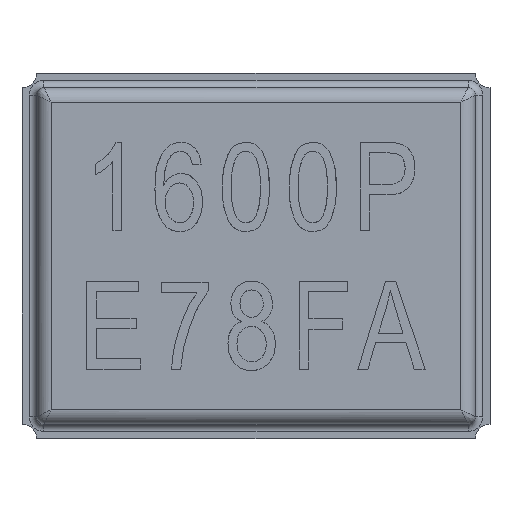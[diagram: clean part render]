
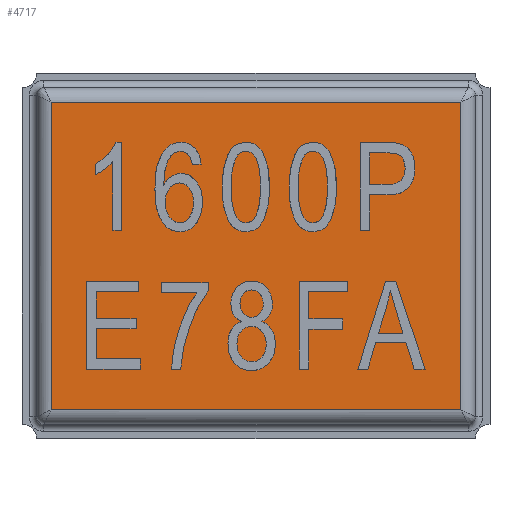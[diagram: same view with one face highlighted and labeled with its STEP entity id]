
A CAD part, top view. The second image highlights one B-rep face of the part: STEP entity #4717.
In plain terms, the highlighted planar face has unit normal (0, 0, 1).
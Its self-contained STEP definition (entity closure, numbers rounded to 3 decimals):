
#747=FACE_OUTER_BOUND('',#1025,.T.);
#1025=EDGE_LOOP('',(#4259,#4260,#4261,#4262));
#1431=LINE('',#9026,#1841);
#1432=LINE('',#9028,#1842);
#1433=LINE('',#9030,#1843);
#1434=LINE('',#9031,#1844);
#1841=VECTOR('',#5742,10.);
#1842=VECTOR('',#5743,10.);
#1843=VECTOR('',#5744,10.);
#1844=VECTOR('',#5745,10.);
#2285=VERTEX_POINT('',#9024);
#2286=VERTEX_POINT('',#9025);
#2287=VERTEX_POINT('',#9027);
#2288=VERTEX_POINT('',#9029);
#2947=EDGE_CURVE('',#2285,#2286,#1431,.T.);
#2948=EDGE_CURVE('',#2287,#2285,#1432,.T.);
#2949=EDGE_CURVE('',#2288,#2287,#1433,.T.);
#2950=EDGE_CURVE('',#2286,#2288,#1434,.T.);
#4259=ORIENTED_EDGE('',*,*,#2947,.F.);
#4260=ORIENTED_EDGE('',*,*,#2948,.F.);
#4261=ORIENTED_EDGE('',*,*,#2949,.F.);
#4262=ORIENTED_EDGE('',*,*,#2950,.F.);
#4465=PLANE('',#4977);
#4717=ADVANCED_FACE('',(#747),#4465,.T.);
#4977=AXIS2_PLACEMENT_3D('',#9023,#5740,#5741);
#5740=DIRECTION('center_axis',(0.,0.,1.));
#5741=DIRECTION('ref_axis',(0.,1.,0.));
#5742=DIRECTION('',(1.,0.,0.));
#5743=DIRECTION('',(0.,1.,0.));
#5744=DIRECTION('',(-1.,0.,0.));
#5745=DIRECTION('',(0.,-1.,0.));
#9023=CARTESIAN_POINT('Origin',(-38.4,-28.75,0.7));
#9024=CARTESIAN_POINT('',(-39.8,-27.7,0.7));
#9025=CARTESIAN_POINT('',(-37.,-27.7,0.7));
#9026=CARTESIAN_POINT('',(-38.4,-27.7,0.7));
#9027=CARTESIAN_POINT('',(-39.8,-29.8,0.7));
#9028=CARTESIAN_POINT('',(-39.8,-28.75,0.7));
#9029=CARTESIAN_POINT('',(-37.,-29.8,0.7));
#9030=CARTESIAN_POINT('',(-38.4,-29.8,0.7));
#9031=CARTESIAN_POINT('',(-37.,-28.75,0.7));
